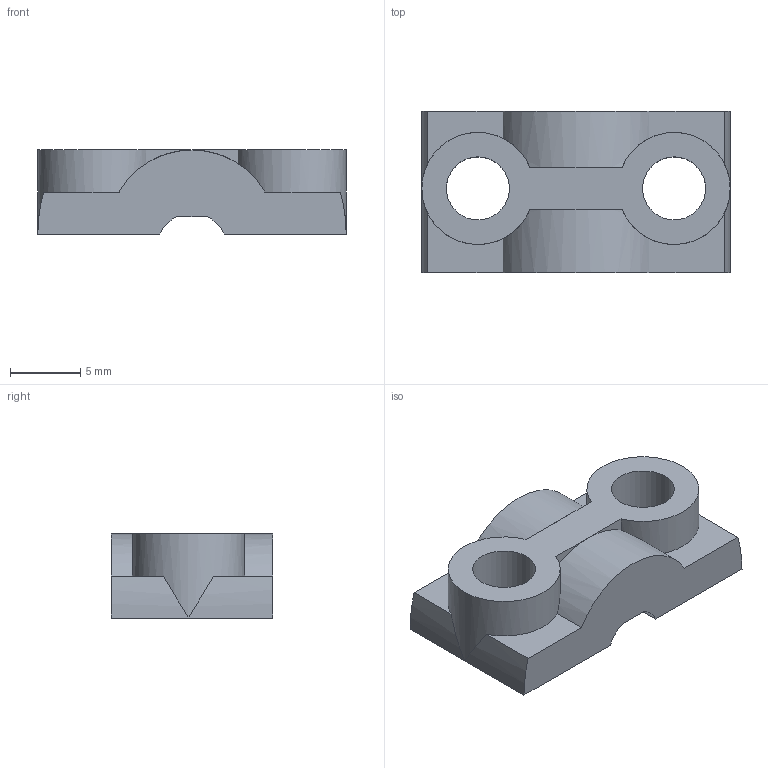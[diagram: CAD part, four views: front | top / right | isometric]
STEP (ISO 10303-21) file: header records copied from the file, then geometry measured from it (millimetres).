
FILE_DESCRIPTION(/* description */ ('Unknown'),/* implementation_level */ '2;1');
FILE_NAME(/* name */ 'Gripper Flange Coupler Top',/* time_stamp */ '2023-04-08T14:18:33-04:00',/* author */ ('Unknown'),/* organization */ ('Unknown'),/* preprocessor_version */ 'ST-DEVELOPER v18.102',/* originating_system */ 'Solid Edge',/* authorisation */ 'Unknown');
FILE_SCHEMA (('AUTOMOTIVE_DESIGN {1 0 10303 214 3 1 1}'));
Length unit declared in the file: millimetre
Products named in the file (1): Gripper Flange Coupler Top
Bounding box: 22 x 11.5 x 6 mm (x, y, z)
Volume: 1043.6 mm3; surface area: 987.5 mm2
Topology: 1 solids, 1 shells, 26 faces, 69 edges, 45 vertices
Faces by surface type: plane 14, cylinder 12
Full cylindrical faces by diameter (mm): 4.5 x2
Entity records: 844 total; most frequent: CARTESIAN_POINT 165, DIRECTION 136, ORIENTED_EDGE 132, EDGE_CURVE 66, AXIS2_PLACEMENT_3D 51, VERTEX_POINT 44, LINE 34, VECTOR 34
